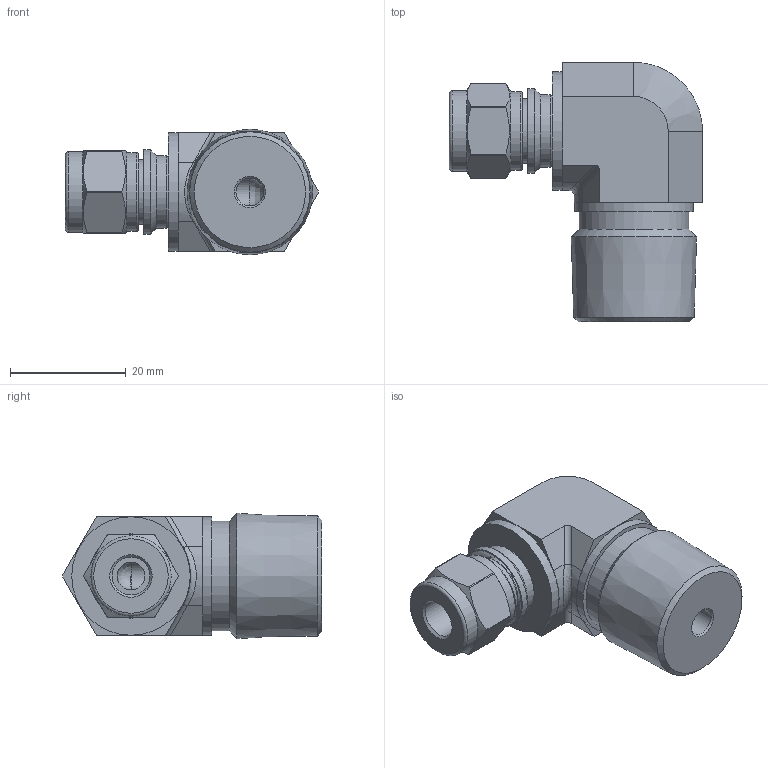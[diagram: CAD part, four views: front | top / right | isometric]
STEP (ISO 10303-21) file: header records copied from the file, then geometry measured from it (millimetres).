
FILE_DESCRIPTION(/* description */ (''),/* implementation_level */ '2;1');
FILE_NAME(/* name */ 'SMEI-4-8N.stp',/* time_stamp */ '2022-05-16T15:34:11+09:00',/* author */ ('user'),/* organization */ (''),/* preprocessor_version */ 'ST-DEVELOPER v18.1',/* originating_system */ 'Autodesk Inventor 2022',/* authorisation */ '');
FILE_SCHEMA (('AUTOMOTIVE_DESIGN { 1 0 10303 214 3 1 1 }'));
Length unit declared in the file: millimetre
Products named in the file (1): SME-4-8N
Bounding box: 43.83 x 44.91 x 21.71 mm (x, y, z)
Volume: 17534.2 mm3; surface area: 6226.4 mm2
Topology: 1 solids, 1 shells, 68 faces, 155 edges, 95 vertices
Faces by surface type: plane 26, cylinder 23, cone 14, bspline 3, torus 2
Full cylindrical faces by diameter (mm): 4.826 x2, 6.55 x1, 9.4 x1, 10.1 x1, 11.112 x1, 12.6 x1, 13.6 x1, 13.9 x1, 14.6 x1, 18.996 x1, 20.5 x2
Entity records: 2070 total; most frequent: CARTESIAN_POINT 496, DIRECTION 339, ORIENTED_EDGE 306, EDGE_CURVE 153, AXIS2_PLACEMENT_3D 134, VERTEX_POINT 95, EDGE_LOOP 78, LINE 71
